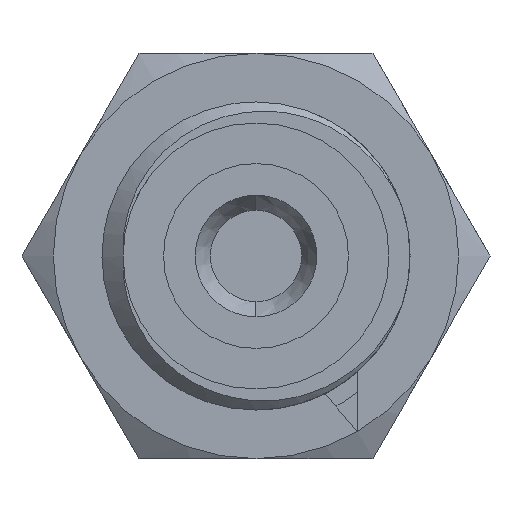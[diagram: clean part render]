
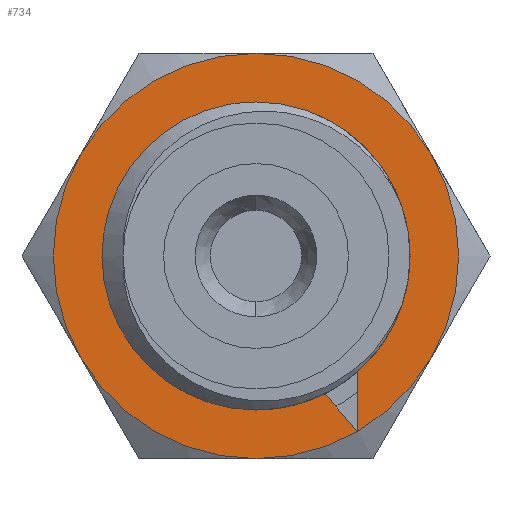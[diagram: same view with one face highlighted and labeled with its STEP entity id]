
A CAD part, left-side view. The second image highlights one B-rep face of the part: STEP entity #734.
In plain terms, the highlighted planar face has unit normal (-1, 0, 0).
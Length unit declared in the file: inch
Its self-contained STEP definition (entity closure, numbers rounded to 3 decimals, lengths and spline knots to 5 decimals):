
#17 = CARTESIAN_POINT ( 'NONE',  ( -0.165, 0., 0.082 ) ) ;
#18 = EDGE_LOOP ( 'NONE', ( #362, #195, #1273, #1217, #979, #2743 ) ) ;
#45 = EDGE_LOOP ( 'NONE', ( #1689, #2283, #764 ) ) ;
#85 = B_SPLINE_CURVE_WITH_KNOTS ( 'NONE', 3,
 ( #2420, #1927, #706, #2478, #2716, #2976 ),
 .UNSPECIFIED., .F., .F.,
 ( 4, 2, 4 ),
 ( 0., 0.00075, 0.0015 ),
 .UNSPECIFIED. ) ;
#98 = AXIS2_PLACEMENT_3D ( 'NONE', #547, #3271, #237 ) ;
#118 = EDGE_CURVE ( 'NONE', #1888, #729, #2440, .T. ) ;
#182 = ORIENTED_EDGE ( 'NONE', *, *, #3262, .F. ) ;
#195 = ORIENTED_EDGE ( 'NONE', *, *, #1532, .F. ) ;
#237 = DIRECTION ( 'NONE',  ( 0., 0., -1. ) ) ;
#253 = CARTESIAN_POINT ( 'NONE',  ( -0.165, 0., 0.125 ) ) ;
#311 = CIRCLE ( 'NONE', #2157, 0.125 ) ;
#356 = VERTEX_POINT ( 'NONE', #1008 ) ;
#362 = ORIENTED_EDGE ( 'NONE', *, *, #1977, .F. ) ;
#439 = AXIS2_PLACEMENT_3D ( 'NONE', #2447, #1958, #2972 ) ;
#470 = CIRCLE ( 'NONE', #2257, 0.125 ) ;
#546 = EDGE_CURVE ( 'NONE', #1881, #356, #2777, .T. ) ;
#547 = CARTESIAN_POINT ( 'NONE',  ( -0.165, 0., 0. ) ) ;
#635 = FACE_BOUND ( 'NONE', #45, .T. ) ;
#643 = VERTEX_POINT ( 'NONE', #1747 ) ;
#654 = DIRECTION ( 'NONE',  ( 0., 0., -1. ) ) ;
#667 = VERTEX_POINT ( 'NONE', #3198 ) ;
#695 = CARTESIAN_POINT ( 'NONE',  ( -0.165, 0.10825, -0.0625 ) ) ;
#698 = DIRECTION ( 'NONE',  ( 0., 0., -1. ) ) ;
#706 = CARTESIAN_POINT ( 'NONE',  ( -0.165, -0.01982, -0.09155 ) ) ;
#707 = CARTESIAN_POINT ( 'NONE',  ( -0.165, -0.02012, -0.09339 ) ) ;
#729 = VERTEX_POINT ( 'NONE', #1842 ) ;
#734 = ADVANCED_FACE ( 'NONE', ( #635, #2859, #874 ), #1859, .F. ) ;
#743 = AXIS2_PLACEMENT_3D ( 'NONE', #3124, #2910, #873 ) ;
#764 = ORIENTED_EDGE ( 'NONE', *, *, #2650, .T. ) ;
#817 = DIRECTION ( 'NONE',  ( 0., 0., -1. ) ) ;
#847 = CIRCLE ( 'NONE', #1317, 0.082 ) ;
#873 = DIRECTION ( 'NONE',  ( 0., 0., -1. ) ) ;
#874 = FACE_OUTER_BOUND ( 'NONE', #18, .T. ) ;
#928 = EDGE_CURVE ( 'NONE', #643, #1888, #2996, .T. ) ;
#951 = CIRCLE ( 'NONE', #1627, 0.125 ) ;
#979 = ORIENTED_EDGE ( 'NONE', *, *, #1511, .F. ) ;
#1008 = CARTESIAN_POINT ( 'NONE',  ( -0.165, -0.10825, -0.0625 ) ) ;
#1016 = CARTESIAN_POINT ( 'NONE',  ( -0.165, 0., 0. ) ) ;
#1113 = DIRECTION ( 'NONE',  ( -1., 0., 0. ) ) ;
#1132 = VERTEX_POINT ( 'NONE', #695 ) ;
#1217 = ORIENTED_EDGE ( 'NONE', *, *, #1423, .F. ) ;
#1249 = VERTEX_POINT ( 'NONE', #17 ) ;
#1273 = ORIENTED_EDGE ( 'NONE', *, *, #546, .F. ) ;
#1310 = CARTESIAN_POINT ( 'NONE',  ( -0.165, 0., 0. ) ) ;
#1317 = AXIS2_PLACEMENT_3D ( 'NONE', #1585, #1113, #3098 ) ;
#1411 = CARTESIAN_POINT ( 'NONE',  ( -0.165, 0.082, 0. ) ) ;
#1423 = EDGE_CURVE ( 'NONE', #2883, #1881, #470, .T. ) ;
#1478 = CARTESIAN_POINT ( 'NONE',  ( -0.165, -0.0564, -0.07644 ) ) ;
#1511 = EDGE_CURVE ( 'NONE', #667, #2883, #1528, .T. ) ;
#1524 = AXIS2_PLACEMENT_3D ( 'NONE', #1411, #2874, #654 ) ;
#1528 = CIRCLE ( 'NONE', #98, 0.125 ) ;
#1532 = EDGE_CURVE ( 'NONE', #356, #2784, #311, .T. ) ;
#1585 = CARTESIAN_POINT ( 'NONE',  ( -0.165, 0., 0. ) ) ;
#1586 = CARTESIAN_POINT ( 'NONE',  ( -0.165, 0., -0.082 ) ) ;
#1627 = AXIS2_PLACEMENT_3D ( 'NONE', #1016, #2537, #1775 ) ;
#1653 = CARTESIAN_POINT ( 'NONE',  ( -0.165, -0.10825, 0.0625 ) ) ;
#1654 = EDGE_CURVE ( 'NONE', #3003, #1249, #847, .T. ) ;
#1689 = ORIENTED_EDGE ( 'NONE', *, *, #928, .T. ) ;
#1742 = AXIS2_PLACEMENT_3D ( 'NONE', #3055, #2226, #698 ) ;
#1747 = CARTESIAN_POINT ( 'NONE',  ( -0.165, -0.0564, -0.07644 ) ) ;
#1763 = CARTESIAN_POINT ( 'NONE',  ( -0.165, 0., -0.095 ) ) ;
#1775 = DIRECTION ( 'NONE',  ( 0., 0., -1. ) ) ;
#1842 = CARTESIAN_POINT ( 'NONE',  ( -0.165, 0., -0.09211 ) ) ;
#1859 = PLANE ( 'NONE',  #1524 ) ;
#1881 = VERTEX_POINT ( 'NONE', #1653 ) ;
#1888 = VERTEX_POINT ( 'NONE', #1763 ) ;
#1927 = CARTESIAN_POINT ( 'NONE',  ( -0.165, -0.01, -0.09263 ) ) ;
#1928 = CARTESIAN_POINT ( 'NONE',  ( -0.165, -0.01015, -0.095 ) ) ;
#1958 = DIRECTION ( 'NONE',  ( -1., 0., 0. ) ) ;
#1964 = CARTESIAN_POINT ( 'NONE',  ( -0.165, -0.04824, -0.08247 ) ) ;
#1977 = EDGE_CURVE ( 'NONE', #2784, #1132, #951, .T. ) ;
#1998 = CARTESIAN_POINT ( 'NONE',  ( -0.165, -0.03934, -0.08706 ) ) ;
#2010 = CIRCLE ( 'NONE', #439, 0.082 ) ;
#2152 = CARTESIAN_POINT ( 'NONE',  ( -0.165, 0., 0. ) ) ;
#2157 = AXIS2_PLACEMENT_3D ( 'NONE', #1310, #2302, #817 ) ;
#2198 = CARTESIAN_POINT ( 'NONE',  ( -0.165, 0., -0.095 ) ) ;
#2225 = ORIENTED_EDGE ( 'NONE', *, *, #1654, .F. ) ;
#2226 = DIRECTION ( 'NONE',  ( 1., 0., 0. ) ) ;
#2257 = AXIS2_PLACEMENT_3D ( 'NONE', #2477, #2276, #3035 ) ;
#2276 = DIRECTION ( 'NONE',  ( 1., 0., 0. ) ) ;
#2283 = ORIENTED_EDGE ( 'NONE', *, *, #118, .T. ) ;
#2302 = DIRECTION ( 'NONE',  ( 1., 0., 0. ) ) ;
#2420 = CARTESIAN_POINT ( 'NONE',  ( -0.165, 0., -0.09211 ) ) ;
#2440 = LINE ( 'NONE', #2152, #2899 ) ;
#2447 = CARTESIAN_POINT ( 'NONE',  ( -0.165, 0., 0. ) ) ;
#2469 = EDGE_LOOP ( 'NONE', ( #182, #2225 ) ) ;
#2477 = CARTESIAN_POINT ( 'NONE',  ( -0.165, 0., 0. ) ) ;
#2478 = CARTESIAN_POINT ( 'NONE',  ( -0.165, -0.03907, -0.0862 ) ) ;
#2491 = CARTESIAN_POINT ( 'NONE',  ( -0.165, 0., -0.125 ) ) ;
#2509 = CIRCLE ( 'NONE', #743, 0.125 ) ;
#2532 = EDGE_CURVE ( 'NONE', #1132, #667, #2509, .T. ) ;
#2537 = DIRECTION ( 'NONE',  ( 1., 0., 0. ) ) ;
#2650 = EDGE_CURVE ( 'NONE', #729, #643, #85, .T. ) ;
#2716 = CARTESIAN_POINT ( 'NONE',  ( -0.165, -0.04808, -0.08201 ) ) ;
#2743 = ORIENTED_EDGE ( 'NONE', *, *, #2532, .F. ) ;
#2777 = CIRCLE ( 'NONE', #1742, 0.125 ) ;
#2784 = VERTEX_POINT ( 'NONE', #2491 ) ;
#2859 = FACE_BOUND ( 'NONE', #2469, .T. ) ;
#2874 = DIRECTION ( 'NONE',  ( 1., 0., 0. ) ) ;
#2883 = VERTEX_POINT ( 'NONE', #253 ) ;
#2899 = VECTOR ( 'NONE', #3162, 39.37008 ) ;
#2910 = DIRECTION ( 'NONE',  ( 1., 0., 0. ) ) ;
#2972 = DIRECTION ( 'NONE',  ( 0., 0., 1. ) ) ;
#2976 = CARTESIAN_POINT ( 'NONE',  ( -0.165, -0.0564, -0.07644 ) ) ;
#2996 = B_SPLINE_CURVE_WITH_KNOTS ( 'NONE', 3,
 ( #1478, #1964, #1998, #707, #1928, #2198 ),
 .UNSPECIFIED., .F., .F.,
 ( 4, 2, 4 ),
 ( 0., 0.00076, 0.00153 ),
 .UNSPECIFIED. ) ;
#3003 = VERTEX_POINT ( 'NONE', #1586 ) ;
#3035 = DIRECTION ( 'NONE',  ( 0., 0., -1. ) ) ;
#3055 = CARTESIAN_POINT ( 'NONE',  ( -0.165, 0., 0. ) ) ;
#3098 = DIRECTION ( 'NONE',  ( 0., 0., 1. ) ) ;
#3124 = CARTESIAN_POINT ( 'NONE',  ( -0.165, 0., 0. ) ) ;
#3162 = DIRECTION ( 'NONE',  ( 0., 0., 1. ) ) ;
#3198 = CARTESIAN_POINT ( 'NONE',  ( -0.165, 0.10825, 0.0625 ) ) ;
#3262 = EDGE_CURVE ( 'NONE', #1249, #3003, #2010, .T. ) ;
#3271 = DIRECTION ( 'NONE',  ( 1., 0., 0. ) ) ;
